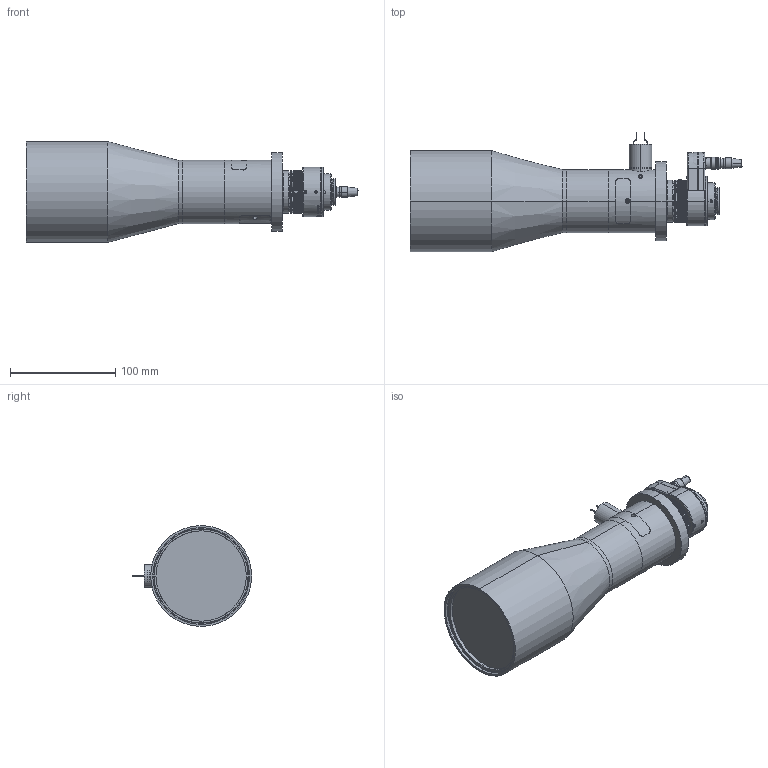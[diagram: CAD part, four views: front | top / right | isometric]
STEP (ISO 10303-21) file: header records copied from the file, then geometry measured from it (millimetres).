
FILE_DESCRIPTION (( 'STEP AP203' ), '1' );
FILE_NAME ('S5VPL6060_LED_01.STEP', '2022-03-04T06:04:18', ( '' ), ( '' ), 'SwSTEP 2.0', 'SolidWorks 2021', '' );
FILE_SCHEMA (( 'CONFIG_CONTROL_DESIGN' ));
Length unit declared in the file: millimetre
Products named in the file (40): S0DIF1363; 518004; 518002; 498903; S5MEC1641; 100009; 291103; 097108; DIN 912 M2 x 4 --- 4N_DIN 912 M2 x 4 --- 4N; S5LED0011; S5LPX6040_065; 134319; 134318; DIN 913 - M3 x 4-N_DIN 913 - M3 x 4-N; O-Ring 15x1; 498902; 163401; 134330; 083908; S5LMP2336; 134301; 518003; 053710; 479508; 498905; 134317; S5VPL6060_LED_01; 518001; 134316; S5LAO6040_065; DIN 912 M2 x 10 --- 10N_DIN 912 M2 x 10 --- 10N; 291105; 498901_VPJ6060 2,915; 498906; 135909; Anschlußkabel 300 mm^134301; DIN 913 - M5 x 3-N_DIN 913 - M5 x 3-N; DIN 914 - M3 x 4-N_DIN 914 - M3 x 4-N; S5FIL0201; S5ELE1365
Assembly tree (41 placements, depth 4):
  S5VPL6060_LED_01
    S5LAO6040_065
      S5LPX6040_065
    291103
    291105
    097108
    100009
    518001
      518002
      518003
      518004
      O-Ring 15x1
      DIN 912 M2 x 10 --- 10N_DIN 912 M2 x 10 --- 10N
      DIN 912 M2 x 4 --- 4N_DIN 912 M2 x 4 --- 4N  x2
      DIN 914 - M3 x 4-N_DIN 914 - M3 x 4-N
    163401
      134301
        134317
        134319
        134330
        S5ELE1365
        S5LED0011
        Anschlußkabel 300 mm^134301  x2
      134316
      134318
      053710
      S5FIL0201
      S0DIF1363
    498901_VPJ6060 2,915
      S5MEC1641
      S5LMP2336
      498902
      498903
      498905
      498906
      479508
      083908
      DIN 913 - M3 x 4-N_DIN 913 - M3 x 4-N
      DIN 913 - M5 x 3-N_DIN 913 - M5 x 3-N
    135909
Bounding box: 315.73 x 113.43 x 96 mm (x, y, z)
Volume: 448356 mm3; surface area: 223467.2 mm2
Topology: 35 solids, 66 shells, 3292 faces, 8652 edges, 5562 vertices
Faces by surface type: plane 1620, cylinder 934, cone 338, bspline 289, torus 104, sphere 7
Entity records: 128132 total; most frequent: CARTESIAN_POINT 45730, ORIENTED_EDGE 17080, DIRECTION 15092, EDGE_CURVE 8548, VERTEX_POINT 5508, AXIS2_PLACEMENT_3D 5239, VECTOR 4614, LINE 4614
